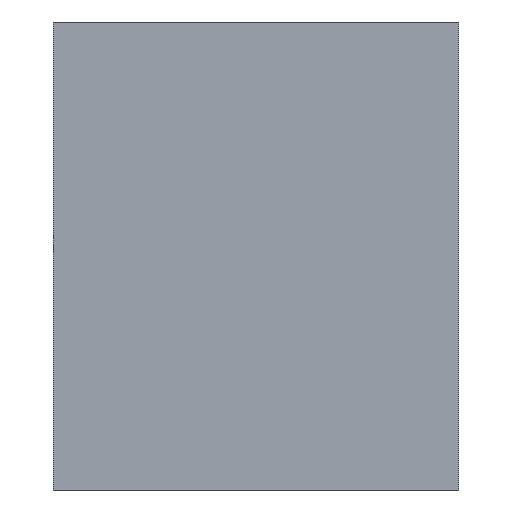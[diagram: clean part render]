
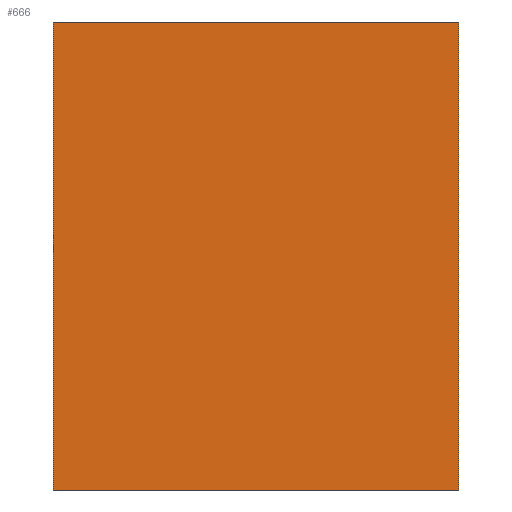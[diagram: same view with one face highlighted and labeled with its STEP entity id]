
A CAD part, left-side view. The second image highlights one B-rep face of the part: STEP entity #666.
In plain terms, the highlighted planar face has unit normal (-1, 0, 0).
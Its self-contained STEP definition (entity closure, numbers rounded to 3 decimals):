
#62 = VERTEX_POINT ( 'NONE', #727 ) ;
#63 = DIRECTION ( 'NONE',  ( 0., 0., -1. ) ) ;
#156 = CARTESIAN_POINT ( 'NONE',  ( -0.3, 0.26, 0.15 ) ) ;
#178 = CARTESIAN_POINT ( 'NONE',  ( -0.3, 0.26, 0.15 ) ) ;
#201 = VERTEX_POINT ( 'NONE', #178 ) ;
#204 = LINE ( 'NONE', #1142, #913 ) ;
#223 = ORIENTED_EDGE ( 'NONE', *, *, #409, .F. ) ;
#234 = EDGE_LOOP ( 'NONE', ( #869, #223, #256, #1131 ) ) ;
#256 = ORIENTED_EDGE ( 'NONE', *, *, #731, .F. ) ;
#261 = DIRECTION ( 'NONE',  ( 0., 0., 1. ) ) ;
#282 = EDGE_CURVE ( 'NONE', #785, #62, #204, .T. ) ;
#318 = EDGE_CURVE ( 'NONE', #1005, #785, #362, .T. ) ;
#325 = DIRECTION ( 'NONE',  ( 0., -1., 0. ) ) ;
#362 = LINE ( 'NONE', #682, #862 ) ;
#409 = EDGE_CURVE ( 'NONE', #201, #62, #990, .T. ) ;
#417 = CARTESIAN_POINT ( 'NONE',  ( -0.3, 0.26, 0.15 ) ) ;
#436 = CARTESIAN_POINT ( 'NONE',  ( -0.3, 0., -0.15 ) ) ;
#442 = DIRECTION ( 'NONE',  ( 1., 0., 0. ) ) ;
#475 = AXIS2_PLACEMENT_3D ( 'NONE', #156, #442, #63 ) ;
#573 = VECTOR ( 'NONE', #325, 1000. ) ;
#666 = ADVANCED_FACE ( 'NONE', ( #932 ), #822, .F. ) ;
#682 = CARTESIAN_POINT ( 'NONE',  ( -0.3, 0.26, -0.15 ) ) ;
#727 = CARTESIAN_POINT ( 'NONE',  ( -0.3, 0., 0.15 ) ) ;
#731 = EDGE_CURVE ( 'NONE', #1005, #201, #817, .T. ) ;
#785 = VERTEX_POINT ( 'NONE', #436 ) ;
#817 = LINE ( 'NONE', #824, #959 ) ;
#822 = PLANE ( 'NONE',  #475 ) ;
#824 = CARTESIAN_POINT ( 'NONE',  ( -0.3, 0.26, 0.15 ) ) ;
#862 = VECTOR ( 'NONE', #1050, 1000. ) ;
#869 = ORIENTED_EDGE ( 'NONE', *, *, #282, .T. ) ;
#913 = VECTOR ( 'NONE', #1141, 1000. ) ;
#932 = FACE_OUTER_BOUND ( 'NONE', #234, .T. ) ;
#959 = VECTOR ( 'NONE', #261, 1000. ) ;
#990 = LINE ( 'NONE', #417, #573 ) ;
#1005 = VERTEX_POINT ( 'NONE', #1109 ) ;
#1050 = DIRECTION ( 'NONE',  ( 0., -1., 0. ) ) ;
#1109 = CARTESIAN_POINT ( 'NONE',  ( -0.3, 0.26, -0.15 ) ) ;
#1131 = ORIENTED_EDGE ( 'NONE', *, *, #318, .T. ) ;
#1141 = DIRECTION ( 'NONE',  ( 0., 0., 1. ) ) ;
#1142 = CARTESIAN_POINT ( 'NONE',  ( -0.3, 0., 0.15 ) ) ;
